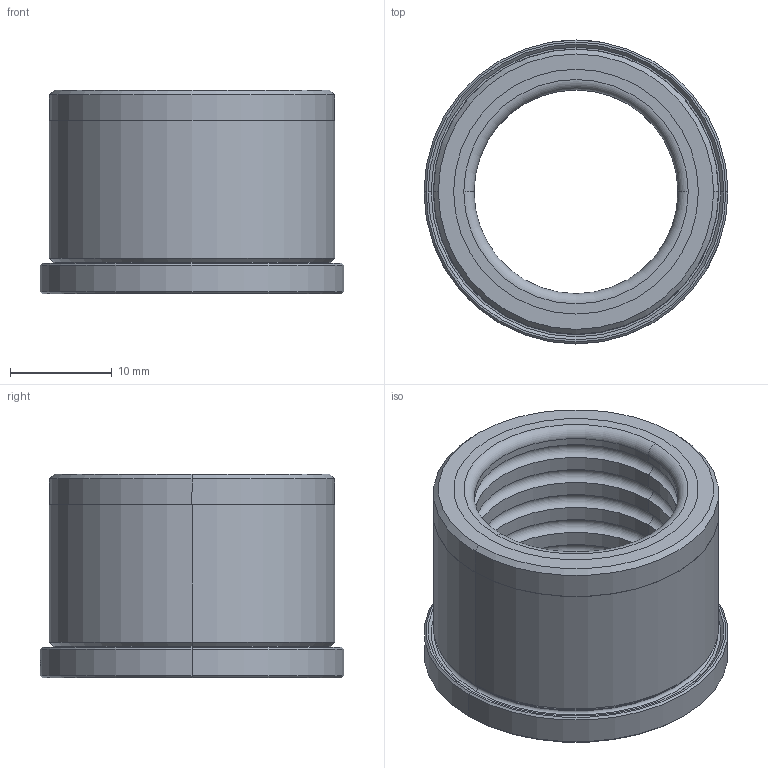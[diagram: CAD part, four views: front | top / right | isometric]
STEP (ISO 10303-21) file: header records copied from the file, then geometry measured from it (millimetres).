
FILE_DESCRIPTION (( 'STEP AP214' ), '1' );
FILE_NAME ('SGFZ-D28-d20-20.STEP', '2021-07-31T07:48:06', ( 'User' ), ( 'china' ), 'SwSTEP 2.0', 'SolidWorks 2016', '' );
FILE_SCHEMA (( 'AUTOMOTIVE_DESIGN' ));
Length unit declared in the file: millimetre
Products named in the file (3): SGFZ-D28-d20-20肣杶; SGFZ-D28-d20-20詩杶; SGFZ-D28-d20-20
Assembly tree (2 placements, depth 2):
  SGFZ-D28-d20-20
    SGFZ-D28-d20-20詩杶
    SGFZ-D28-d20-20肣杶
Bounding box: 29.8 x 29.8 x 20 mm (x, y, z)
Volume: 5882.6 mm3; surface area: 7110.8 mm2
Topology: 2 solids, 2 shells, 81 faces, 176 edges, 104 vertices
Faces by surface type: cylinder 38, torus 18, plane 15, cone 10
Entity records: 2468 total; most frequent: CARTESIAN_POINT 568, DIRECTION 414, ORIENTED_EDGE 352, EDGE_CURVE 176, AXIS2_PLACEMENT_3D 176, VERTEX_POINT 104, EDGE_LOOP 90, CIRCLE 90
